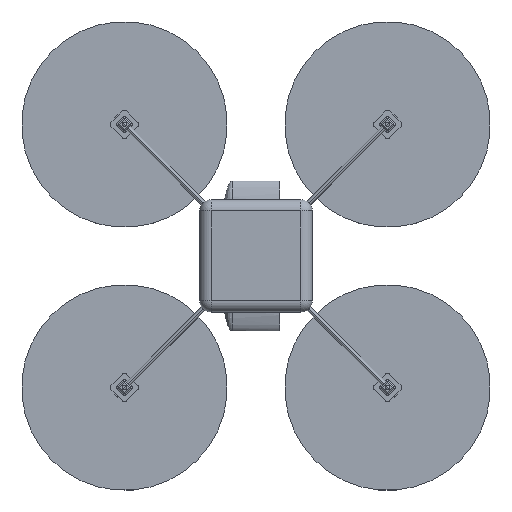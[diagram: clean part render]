
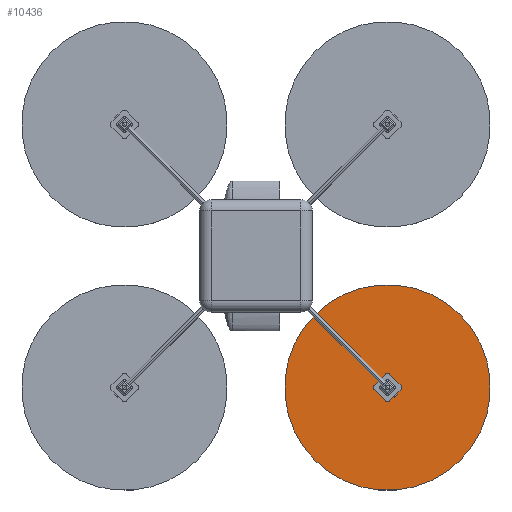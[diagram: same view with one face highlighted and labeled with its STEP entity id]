
A CAD part, top view. The second image highlights one B-rep face of the part: STEP entity #10436.
In plain terms, the highlighted planar face has unit normal (0, 0, 1).
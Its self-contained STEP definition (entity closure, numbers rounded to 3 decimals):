
#10331=CARTESIAN_POINT('',(0.,0.,14.986));
#10332=DIRECTION('',(0.,0.,1.));
#10333=DIRECTION('',(1.,0.,0.));
#10334=AXIS2_PLACEMENT_3D('',#10331,#10332,#10333);
#10336=CARTESIAN_POINT('',(0.,0.,14.986));
#10337=DIRECTION('',(0.,0.,1.));
#10338=DIRECTION('',(-1.,0.,0.));
#10339=AXIS2_PLACEMENT_3D('',#10336,#10337,#10338);
#10341=CARTESIAN_POINT('',(0.,0.,14.986));
#10342=DIRECTION('',(0.,0.,-1.));
#10343=DIRECTION('',(1.,0.,0.));
#10344=AXIS2_PLACEMENT_3D('',#10341,#10342,#10343);
#10346=CARTESIAN_POINT('',(0.,0.,14.986));
#10347=DIRECTION('',(0.,0.,-1.));
#10348=DIRECTION('',(-1.,0.,0.));
#10349=AXIS2_PLACEMENT_3D('',#10346,#10347,#10348);
#10363=CARTESIAN_POINT('',(228.6,0.,14.986));
#10364=CARTESIAN_POINT('',(-228.6,0.,14.986));
#10365=VERTEX_POINT('',#10363);
#10366=VERTEX_POINT('',#10364);
#10371=CARTESIAN_POINT('',(3.969,0.,14.986));
#10372=CARTESIAN_POINT('',(-3.969,0.,14.986));
#10373=VERTEX_POINT('',#10371);
#10374=VERTEX_POINT('',#10372);
#10421=CARTESIAN_POINT('',(0.,0.,14.986));
#10422=DIRECTION('',(0.,0.,1.));
#10423=DIRECTION('',(1.,0.,0.));
#10424=AXIS2_PLACEMENT_3D('',#10421,#10422,#10423);
#10425=PLANE('',#10424);
#10426=ORIENTED_EDGE('',*,*,#10401,.F.);
#10427=ORIENTED_EDGE('',*,*,#10415,.F.);
#10428=EDGE_LOOP('',(#10426,#10427));
#10429=FACE_OUTER_BOUND('',#10428,.F.);
#10431=ORIENTED_EDGE('',*,*,#10430,.F.);
#10433=ORIENTED_EDGE('',*,*,#10432,.F.);
#10434=EDGE_LOOP('',(#10431,#10433));
#10435=FACE_BOUND('',#10434,.F.);
#10436=ADVANCED_FACE('',(#10429,#10435),#10425,.T.);
#10335=CIRCLE('',#10334,228.6);
#10340=CIRCLE('',#10339,228.6);
#10345=CIRCLE('',#10344,3.969);
#10350=CIRCLE('',#10349,3.969);
#10401=EDGE_CURVE('',#10365,#10366,#10335,.T.);
#10415=EDGE_CURVE('',#10366,#10365,#10340,.T.);
#10430=EDGE_CURVE('',#10373,#10374,#10345,.T.);
#10432=EDGE_CURVE('',#10374,#10373,#10350,.T.);
